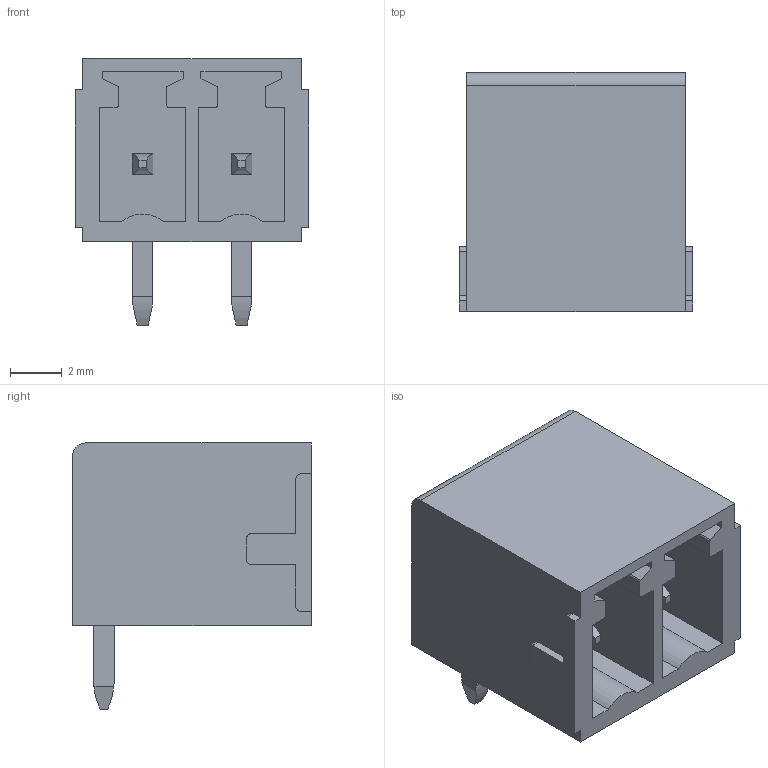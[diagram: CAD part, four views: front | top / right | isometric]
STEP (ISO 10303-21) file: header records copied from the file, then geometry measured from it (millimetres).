
FILE_DESCRIPTION(('CATIA V5 STEP Exchange','CAx-IF Rec.Pracs.--- Model Styling and Organization---1.2---2011-12-15'),'2;1');
FILE_NAME ('D1459757_0', '2018-09-29T03:26:39+00:00', ('none'), ('Weidmueller'), 'CATIA Version 5-6 Release 2014', 'CATIA V5 STEP AP214', 'none');
FILE_SCHEMA(('AUTOMOTIVE_DESIGN { 1 0 10303 214 1 1 1 1 }'));
Length unit declared in the file: millimetre
Products named in the file (1): 1942020000
Bounding box: 9.01 x 9.2 x 10.25 mm (x, y, z)
Volume: 269.8 mm3; surface area: 870.7 mm2
Topology: 3 solids, 3 shells, 175 faces, 508 edges, 343 vertices
Faces by surface type: plane 132, cylinder 43
Entity records: 5464 total; most frequent: CARTESIAN_POINT 1034, ORIENTED_EDGE 1016, DIRECTION 736, EDGE_CURVE 508, VECTOR 414, LINE 414, VERTEX_POINT 343, AXIS2_PLACEMENT_3D 201
